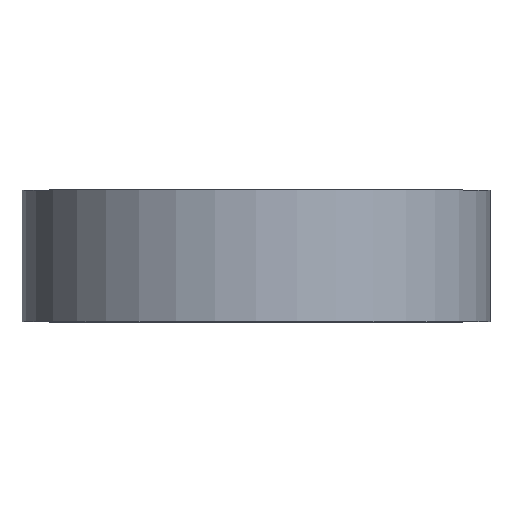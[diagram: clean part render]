
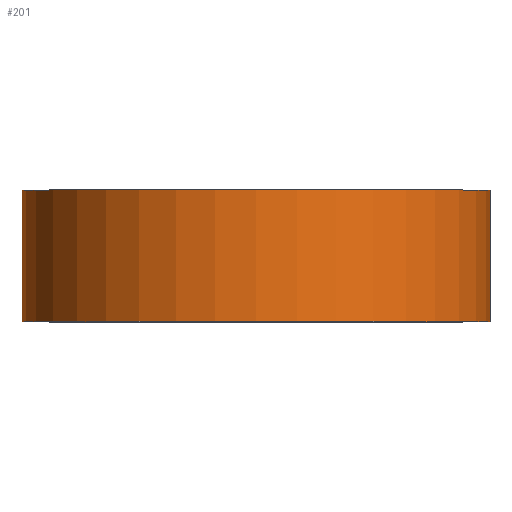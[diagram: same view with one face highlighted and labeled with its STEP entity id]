
A CAD part, top view. The second image highlights one B-rep face of the part: STEP entity #201.
In plain terms, the highlighted cylindrical face has radius 16 mm (diameter 32 mm), a full revolution.
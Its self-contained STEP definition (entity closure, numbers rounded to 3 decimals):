
#53=FACE_OUTER_BOUND('',#71,.T.);
#71=EDGE_LOOP('',(#165,#166,#167,#168));
#87=LINE('',#357,#91);
#91=VECTOR('',#292,16.);
#97=CIRCLE('',#245,16.);
#98=CIRCLE('',#246,16.);
#113=VERTEX_POINT('',#354);
#114=VERTEX_POINT('',#356);
#139=EDGE_CURVE('',#113,#113,#97,.T.);
#140=EDGE_CURVE('',#113,#114,#87,.T.);
#141=EDGE_CURVE('',#114,#114,#98,.T.);
#165=ORIENTED_EDGE('',*,*,#139,.F.);
#166=ORIENTED_EDGE('',*,*,#140,.T.);
#167=ORIENTED_EDGE('',*,*,#141,.T.);
#168=ORIENTED_EDGE('',*,*,#140,.F.);
#195=CYLINDRICAL_SURFACE('',#244,16.);
#201=ADVANCED_FACE('',(#53),#195,.T.);
#244=AXIS2_PLACEMENT_3D('',#353,#288,#289);
#245=AXIS2_PLACEMENT_3D('',#355,#290,#291);
#246=AXIS2_PLACEMENT_3D('',#358,#293,#294);
#288=DIRECTION('center_axis',(0.,1.,0.));
#289=DIRECTION('ref_axis',(1.,0.,0.));
#290=DIRECTION('center_axis',(0.,1.,0.));
#291=DIRECTION('ref_axis',(1.,0.,0.));
#292=DIRECTION('',(0.,-1.,0.));
#293=DIRECTION('center_axis',(0.,1.,0.));
#294=DIRECTION('ref_axis',(1.,0.,0.));
#353=CARTESIAN_POINT('Origin',(0.,0.,0.));
#354=CARTESIAN_POINT('',(-16.,9.,0.));
#355=CARTESIAN_POINT('Origin',(0.,9.,0.));
#356=CARTESIAN_POINT('',(-16.,0.,0.));
#357=CARTESIAN_POINT('',(-16.,0.,0.));
#358=CARTESIAN_POINT('Origin',(0.,0.,0.));
